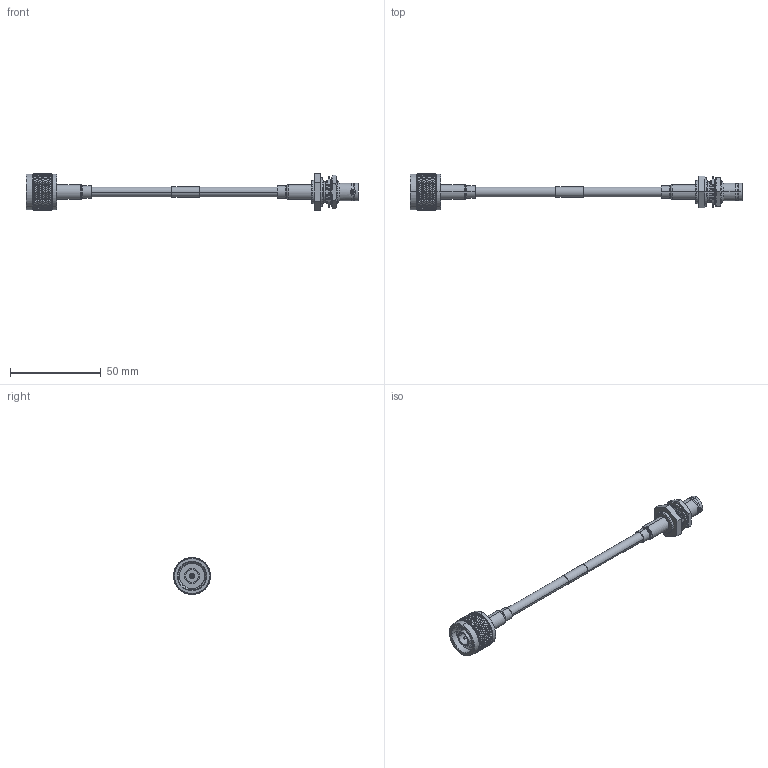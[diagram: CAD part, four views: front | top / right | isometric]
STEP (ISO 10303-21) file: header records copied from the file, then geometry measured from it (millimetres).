
FILE_DESCRIPTION (( 'STEP AP203' ), '1' );
FILE_NAME ('FMCA2721.STEP', '2022-03-09T17:40:29', ( '' ), ( '' ), 'SwSTEP 2.0', 'SolidWorks 2021', '' );
FILE_SCHEMA (( 'CONFIG_CONTROL_DESIGN' ));
Length unit declared in the file: millimetre
Products named in the file (5): SC4263_SC 4263 -RG223; RG223_with label; CA-240-MA1_.75" Long; FMCA2721; FMCN1571_Assemble
Assembly tree (5 placements, depth 2):
  FMCA2721
    RG223_with label
    FMCN1571_Assemble
    SC4263_SC 4263 -RG223
    CA-240-MA1_.75" Long  x2
Bounding box: 183.06 x 20.32 x 20.32 mm (x, y, z)
Volume: 9826.9 mm3; surface area: 13261.2 mm2
Topology: 17 solids, 18 shells, 2857 faces, 6203 edges, 3399 vertices
Faces by surface type: bspline 1795, cylinder 603, plane 304, cone 127, torus 28
Entity records: 106143 total; most frequent: CARTESIAN_POINT 64031, ORIENTED_EDGE 12318, EDGE_CURVE 6159, DIRECTION 4097, VERTEX_POINT 3375, EDGE_LOOP 2878, ADVANCED_FACE 2835, FACE_OUTER_BOUND 2835
